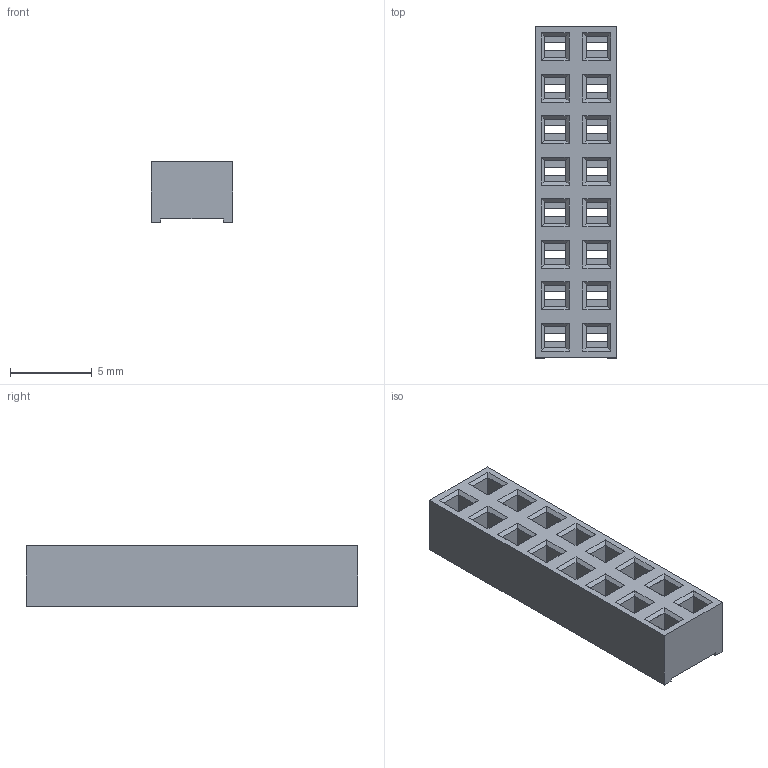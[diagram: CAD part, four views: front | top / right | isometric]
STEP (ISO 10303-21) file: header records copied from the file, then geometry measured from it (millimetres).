
FILE_DESCRIPTION(/* description */ ('model of Connector_Wuerth_WR-PHD_SMD_2x08_P2.54_Vertical_610016243021'),/* implementation_level */ '2;1');
FILE_NAME(/* name */ 'Connector_Wuerth_WR-PHD_SMD_2x08_P2.54_Vertical_610016243021.step',/* time_stamp */ '2020-09-09T00:12:10',/* author */ ('Joel',''),/* organization */ (''),/* preprocessor_version */ '',/* originating_system */ '',/* authorisation */ '');
FILE_SCHEMA(('AUTOMOTIVE_DESIGN { 1 0 10303 214 1 1 1 1 }'));
Length unit declared in the file: millimetre
Products named in the file (1): Shape0_5122445945485508
Bounding box: 5 x 20.32 x 3.7 mm (x, y, z)
Volume: 267.1 mm3; surface area: 653.8 mm2
Topology: 1 solids, 1 shells, 266 faces, 728 edges, 464 vertices
Faces by surface type: plane 266
Entity records: 17613 total; most frequent: CARTESIAN_POINT 3011, DIRECTION 2622, LINE 2088, VECTOR 2088, ORIENTED_EDGE 1456, PCURVE 1456, DEFINITIONAL_REPRESENTATION 1456, EDGE_CURVE 728
